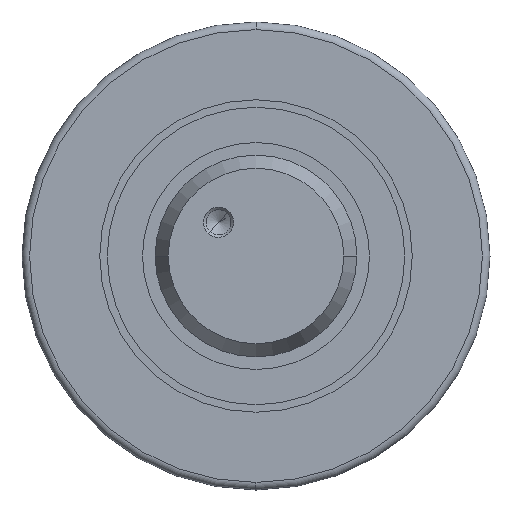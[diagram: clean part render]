
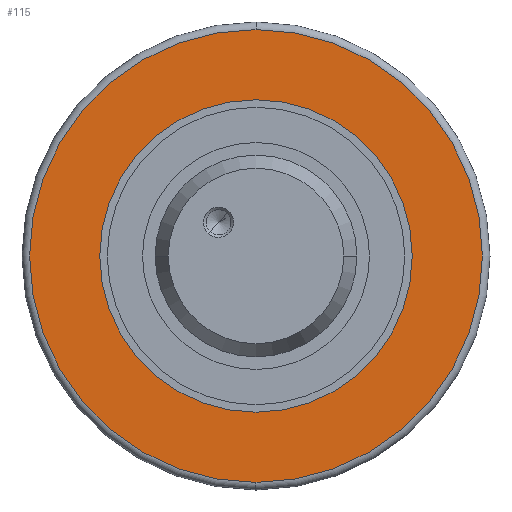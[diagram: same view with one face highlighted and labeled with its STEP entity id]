
A CAD part, left-side view. The second image highlights one B-rep face of the part: STEP entity #115.
In plain terms, the highlighted planar face has unit normal (-1, 0, 0).
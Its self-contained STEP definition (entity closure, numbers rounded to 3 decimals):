
#115=ADVANCED_FACE('',(#211,#212),#213,.T.);
#211=FACE_BOUND('',#323,.T.);
#212=FACE_OUTER_BOUND('',#324,.T.);
#213=PLANE('',#325);
#323=EDGE_LOOP('',(#653,#654));
#324=EDGE_LOOP('',(#655,#656,#657));
#325=AXIS2_PLACEMENT_3D('',#658,#659,#660);
#653=ORIENTED_EDGE('',*,*,#847,.T.);
#654=ORIENTED_EDGE('',*,*,#783,.T.);
#655=ORIENTED_EDGE('',*,*,#760,.T.);
#656=ORIENTED_EDGE('',*,*,#852,.T.);
#657=ORIENTED_EDGE('',*,*,#761,.T.);
#658=CARTESIAN_POINT('',(10.5,22.45,0.));
#659=DIRECTION('',(-1.0,0.,0.));
#660=DIRECTION('',(0.,1.0,0.));
#760=EDGE_CURVE('',#895,#893,#896,.T.);
#761=EDGE_CURVE('',#887,#895,#897,.T.);
#783=EDGE_CURVE('',#932,#936,#938,.T.);
#847=EDGE_CURVE('',#936,#932,#1041,.T.);
#852=EDGE_CURVE('',#893,#887,#1046,.T.);
#887=VERTEX_POINT('',#1087);
#893=VERTEX_POINT('',#1093);
#895=VERTEX_POINT('',#1095);
#896=CIRCLE('',#1096,44.9);
#897=CIRCLE('',#1097,44.9);
#932=VERTEX_POINT('',#1138);
#936=VERTEX_POINT('',#1143);
#938=CIRCLE('',#1146,30.975);
#1041=CIRCLE('',#1450,30.975);
#1046=CIRCLE('',#1455,44.9);
#1087=CARTESIAN_POINT('',(10.5,0.,44.9));
#1093=CARTESIAN_POINT('',(10.5,0.,-44.9));
#1095=CARTESIAN_POINT('',(10.5,44.9,0.));
#1096=AXIS2_PLACEMENT_3D('',#1501,#1502,#1503);
#1097=AXIS2_PLACEMENT_3D('',#1504,#1505,#1506);
#1138=CARTESIAN_POINT('',(10.5,0.,-30.975));
#1143=CARTESIAN_POINT('',(10.5,0.,30.975));
#1146=AXIS2_PLACEMENT_3D('',#1554,#1555,#1556);
#1450=AXIS2_PLACEMENT_3D('',#1656,#1657,#1658);
#1455=AXIS2_PLACEMENT_3D('',#1671,#1672,#1673);
#1501=CARTESIAN_POINT('',(10.5,0.0,0.));
#1502=DIRECTION('',(-1.0,0.0,0.));
#1503=DIRECTION('',(0.0,1.0,0.0));
#1504=CARTESIAN_POINT('',(10.5,0.0,0.));
#1505=DIRECTION('',(-1.0,0.0,0.));
#1506=DIRECTION('',(0.0,1.0,0.0));
#1554=CARTESIAN_POINT('',(10.5,0.0,0.0));
#1555=DIRECTION('',(1.0,0.,0.));
#1556=DIRECTION('',(0.,0.,-1.0));
#1656=CARTESIAN_POINT('',(10.5,0.0,0.0));
#1657=DIRECTION('',(1.0,0.,0.));
#1658=DIRECTION('',(0.,0.,-1.0));
#1671=CARTESIAN_POINT('',(10.5,0.0,0.));
#1672=DIRECTION('',(-1.0,0.0,0.));
#1673=DIRECTION('',(0.0,1.0,0.0));
